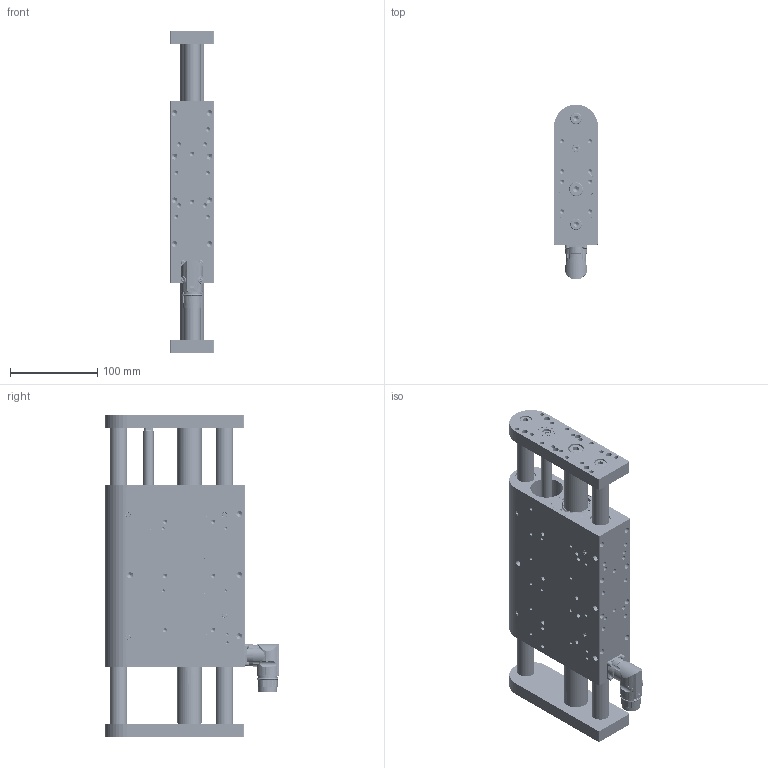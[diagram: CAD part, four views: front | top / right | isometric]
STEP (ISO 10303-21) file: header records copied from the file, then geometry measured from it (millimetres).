
FILE_DESCRIPTION (( 'STEP AP214' ), '1' );
FILE_NAME ('0186-1869_250417_DM03-48x150G-HP-C-125_CS10_MSxx.STEP', '2025-04-17T07:40:32', ( '' ), ( '' ), 'SwSTEP 2.0', 'SolidWorks 2024', '' );
FILE_SCHEMA (( 'AUTOMOTIVE_DESIGN' ));
Length unit declared in the file: millimetre
Products named in the file (25): 0160-1885_PAW01-28-LF_PAW01-28; 0180-3182_DM03k-48-H-V2; 0230-0332_Lins.-Schr_I-6rd_M2.5x6_INOX-Tuf; 0160-0624_Lins.-Schr_I-6rd_M2.5x12_INOX; DL01h-20x14x...-2xM16_DL01h-20x14x342-2xM16; 0230-0187_zyl.-schr._i-6kt_M5x12_8.8_v-b; 0230-0973_Gew.-Stift_I-6kt_R-sch_M6x6_INOX; 0186-1536_PL01-28x350!300-HP-SF_PL01-28x350!300-HP-SF; DSB03k-48x209_V1; 0250-0123_MA01-PR01-DH-4.9_MA01-PR01-DH-4.9; 0150-3081_MC01-Cw!m_180°; 0230-1198_Gew.-Stift_I-6kt_K-k_M6x6_v-b; 0230-0692_Linearkugellager_LBBR 20-LS-LGFP; 0180-2768_DM03k-48-V; 0230-0192_Zyl.-Schr_I-6kt_n-K_M10x20_8.8_v-b; 0186-0067_MS01-37x155_MS01-R37x155; 0186-0060_ML01-12x210!160_ML01-12x210!160; 123742; 0186-1869_250417_DM03-48x150G-HP-C-125_CS10_MSxx; DM03h-48x150G-HP-C-125_Stecker 180°; 0180-2696_DM01k-48-AGS; DL03-48x150-HP-C-125_MSxx; 0180-4129_DM03k-48-KAS; 147522_1; 0230-1116_Zyl.-Schr._I-6kt_M8x18_8.8_v-b
Assembly tree (46 placements, depth 4):
  0186-1869_250417_DM03-48x150G-HP-C-125_CS10_MSxx
    DM03h-48x150G-HP-C-125_Stecker 180°
      DSB03k-48x209_V1
      0180-4129_DM03k-48-KAS
      0230-0692_Linearkugellager_LBBR 20-LS-LGFP  x4
      0150-3081_MC01-Cw!m_180°
        123742
        147522_1
      0180-2696_DM01k-48-AGS
      0230-0973_Gew.-Stift_I-6kt_R-sch_M6x6_INOX  x10
      0230-0332_Lins.-Schr_I-6rd_M2.5x6_INOX-Tuf  x2
      0160-0624_Lins.-Schr_I-6rd_M2.5x12_INOX  x2
      0160-1885_PAW01-28-LF_PAW01-28  x2
      0186-0067_MS01-37x155_MS01-R37x155
      0230-1198_Gew.-Stift_I-6kt_K-k_M6x6_v-b  x4
    DL03-48x150-HP-C-125_MSxx
      0186-1536_PL01-28x350!300-HP-SF_PL01-28x350!300-HP-SF
      DL01h-20x14x...-2xM16_DL01h-20x14x342-2xM16  x2
      0180-3182_DM03k-48-H-V2
      0180-2768_DM03k-48-V
      0186-0060_ML01-12x210!160_ML01-12x210!160
      0250-0123_MA01-PR01-DH-4.9_MA01-PR01-DH-4.9
      0230-1116_Zyl.-Schr._I-6kt_M8x18_8.8_v-b  x4
      0230-0192_Zyl.-Schr_I-6kt_n-K_M10x20_8.8_v-b
      0230-0187_zyl.-schr._i-6kt_M5x12_8.8_v-b
Bounding box: 50 x 199.62 x 368 mm (x, y, z)
Volume: 1915900.4 mm3; surface area: 413551.4 mm2
Topology: 48 solids, 48 shells, 4073 faces, 10167 edges, 6332 vertices
Faces by surface type: plane 1496, cylinder 901, bspline 847, cone 723, torus 96, sphere 10
Full cylindrical faces by diameter (mm): 1 x10, 1.2 x5, 1.5 x5, 1.8 x5, 2 x8, 2.05 x4, 2.4 x2, 2.501 x24, 2.6 x4, 2.7 x4, 2.8 x5, 2.9 x4, 3 x1, 3.1 x50, 3.3 x6, 4.2 x4, 4.5 x4, 5 x67, 6 x71, 6.6 x6, 6.8 x17, 8 x52, 8.4 x4, 8.5 x3, 10 x16, 10.5 x1, 11 x6, 12 x2, 13 x4, 14 x4
Entity records: 147680 total; most frequent: CARTESIAN_POINT 63273, ORIENTED_EDGE 14566, DIRECTION 11126, EDGE_CURVE 7283, VERTEX_POINT 4887, AXIS2_PLACEMENT_3D 3971, EDGE_LOOP 3924, FACE_OUTER_BOUND 3412
